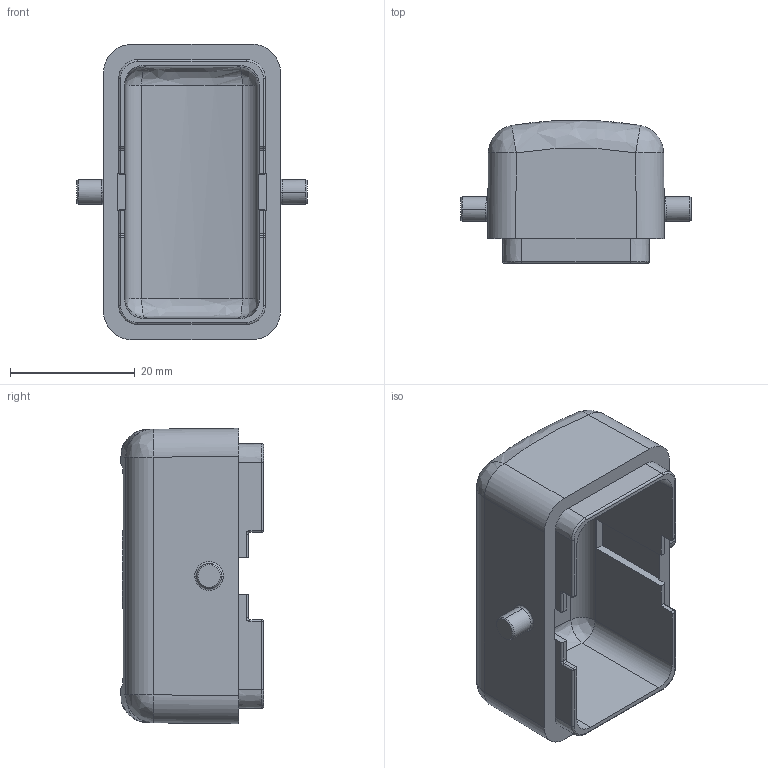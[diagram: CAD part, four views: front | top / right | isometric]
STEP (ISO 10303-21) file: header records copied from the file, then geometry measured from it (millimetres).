
FILE_DESCRIPTION (( 'STEP AP203' ), '1' );
FILE_NAME ('H1M-CV-2B_2.STP', '2017-09-26T01:30:59', ( '微软用户' ), ( '微软中国' ), 'SwSTEP 2.0', 'SolidWorks 2012', '' );
FILE_SCHEMA (( 'CONFIG_CONTROL_DESIGN' ));
Length unit declared in the file: millimetre
Products named in the file (1): H1M-CV-2B_2
Bounding box: 37 x 22.99 x 47.4 mm (x, y, z)
Volume: 10053 mm3; surface area: 7786.6 mm2
Topology: 1 solids, 1 shells, 198 faces, 479 edges, 300 vertices
Faces by surface type: plane 95, cylinder 48, bspline 43, cone 12
Entity records: 6949 total; most frequent: CARTESIAN_POINT 2572, ORIENTED_EDGE 958, DIRECTION 773, EDGE_CURVE 479, VERTEX_POINT 300, LINE 297, VECTOR 297, AXIS2_PLACEMENT_3D 238
